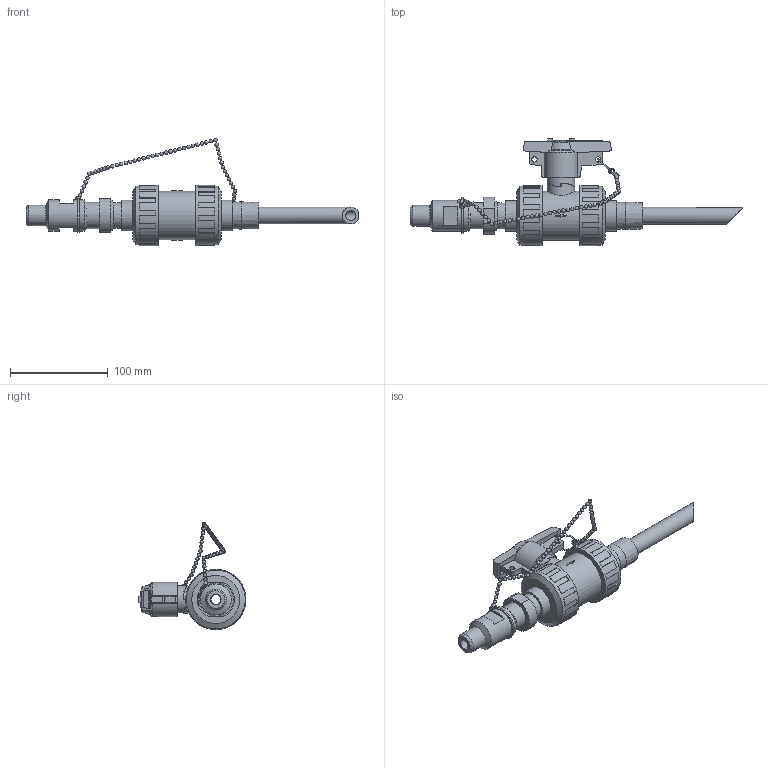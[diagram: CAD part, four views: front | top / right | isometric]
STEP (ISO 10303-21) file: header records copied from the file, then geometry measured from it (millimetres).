
FILE_DESCRIPTION(/* description */ (''),/* implementation_level */ '2;1');
FILE_NAME(/* name */ 'CS-50A75A-4IA-DDDV_R0.stp',/* time_stamp */ '2024-11-07T09:44:34-05:00',/* author */ ('SalesDesk5'),/* organization */ (''),/* preprocessor_version */ 'ST-DEVELOPER v20',/* originating_system */ 'Autodesk Inventor 2025',/* authorisation */ '');
FILE_SCHEMA (('CONFIG_CONTROL_DESIGN'));
Length unit declared in the file: inch
Products named in the file (1): Part2
Bounding box: 339.34 x 110.18 x 109.54 mm (x, y, z)
Volume: 354744 mm3; surface area: 118336.2 mm2
Topology: 19 solids, 19 shells, 530 faces, 1411 edges, 930 vertices
Faces by surface type: plane 301, cylinder 130, sphere 63, cone 25, torus 11
Full cylindrical faces by diameter (mm): 0.9 x54, 2.5 x2, 3.8 x2, 4 x2, 5.5 x2, 10.236 x1, 10.744 x1, 17.145 x1, 17.704 x1, 20 x1, 20.142 x1, 20.396 x1, 21.336 x1, 25 x2, 26.67 x2, 27.98 x1, 28 x1, 28.956 x1, 31.23 x2, 31.25 x2, 31.75 x2, 49.795 x2, 49.815 x3, 55.33 x2, 55.35 x2, 60.27 x2, 61.5 x2
Entity records: 17425 total; most frequent: CARTESIAN_POINT 3080, DIRECTION 3073, ORIENTED_EDGE 2804, EDGE_CURVE 1402, AXIS2_PLACEMENT_3D 1185, VERTEX_POINT 930, LINE 703, VECTOR 703
